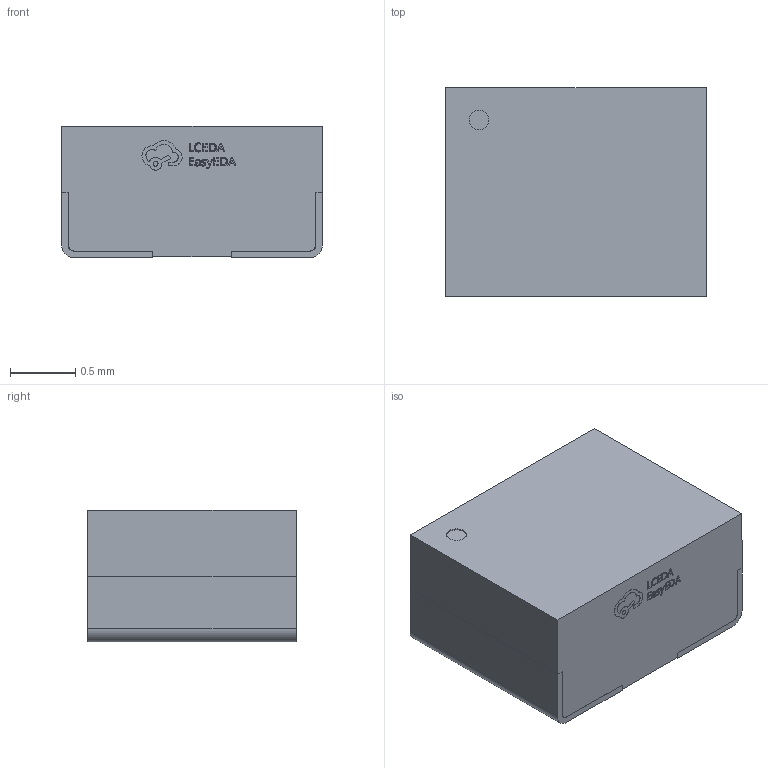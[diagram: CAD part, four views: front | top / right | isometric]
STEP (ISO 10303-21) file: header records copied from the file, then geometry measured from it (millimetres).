
FILE_DESCRIPTION (( 'STEP AP214' ), '1' );
FILE_NAME ('IND-SMD_L2.0-W1.6_MPL-AT2010.STEP', '2025-11-07T00:07:52', ( '' ), ( '' ), 'SwSTEP 2.0', 'SolidWorks 2020', '' );
FILE_SCHEMA (( 'AUTOMOTIVE_DESIGN' ));
Length unit declared in the file: millimetre
Products named in the file (1): IND-SMD_L2.0-W1.6_MPL-AT2010
Bounding box: 2 x 1.6 x 1.01 mm (x, y, z)
Volume: 3.2 mm3; surface area: 21 mm2
Topology: 3 solids, 3 shells, 263 faces, 711 edges, 474 vertices
Faces by surface type: plane 157, bspline 98, cylinder 8
Entity records: 11658 total; most frequent: CARTESIAN_POINT 2755, ORIENTED_EDGE 1422, DIRECTION 859, EDGE_CURVE 711, LINE 495, VECTOR 495, VERTEX_POINT 474, EDGE_LOOP 283
